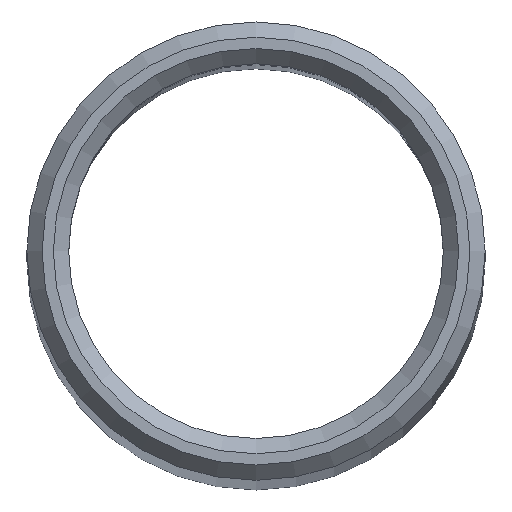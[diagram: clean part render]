
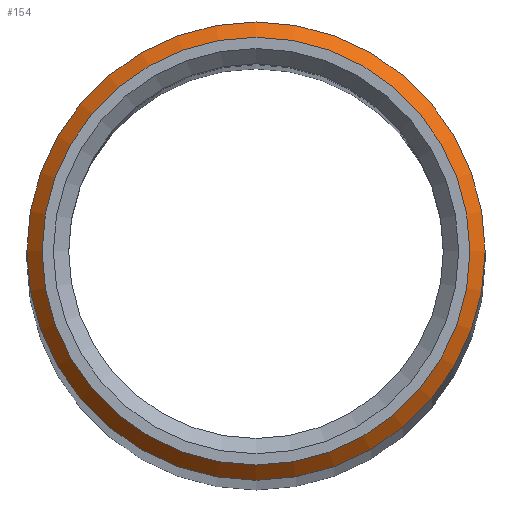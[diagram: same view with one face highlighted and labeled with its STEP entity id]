
A CAD part, top view. The second image highlights one B-rep face of the part: STEP entity #154.
In plain terms, the highlighted conical face has half-angle 45 degrees and reference radius 14.5 mm.
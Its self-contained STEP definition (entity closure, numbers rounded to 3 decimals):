
#30=FACE_OUTER_BOUND('',#41,.T.);
#41=EDGE_LOOP('',(#124,#125,#126,#127));
#55=LINE('',#273,#63);
#63=VECTOR('',#225,14.5);
#71=CIRCLE('',#183,15.);
#72=CIRCLE('',#185,14.);
#82=VERTEX_POINT('',#267);
#83=VERTEX_POINT('',#271);
#96=EDGE_CURVE('',#82,#82,#71,.T.);
#98=EDGE_CURVE('',#83,#83,#72,.T.);
#99=EDGE_CURVE('',#83,#82,#55,.T.);
#124=ORIENTED_EDGE('',*,*,#98,.T.);
#125=ORIENTED_EDGE('',*,*,#99,.T.);
#126=ORIENTED_EDGE('',*,*,#96,.T.);
#127=ORIENTED_EDGE('',*,*,#99,.F.);
#148=CONICAL_SURFACE('',#184,14.5,0.785);
#154=ADVANCED_FACE('',(#30),#148,.T.);
#183=AXIS2_PLACEMENT_3D('',#268,#218,#219);
#184=AXIS2_PLACEMENT_3D('',#270,#221,#222);
#185=AXIS2_PLACEMENT_3D('',#272,#223,#224);
#218=DIRECTION('center_axis',(0.,0.,1.));
#219=DIRECTION('ref_axis',(1.,0.,0.));
#221=DIRECTION('center_axis',(0.,0.,-1.));
#222=DIRECTION('ref_axis',(1.,0.,0.));
#223=DIRECTION('center_axis',(0.,0.,-1.));
#224=DIRECTION('ref_axis',(1.,0.,0.));
#225=DIRECTION('',(-0.707,0.,-0.707));
#267=CARTESIAN_POINT('',(-15.,0.,364.));
#268=CARTESIAN_POINT('Origin',(0.,0.,364.));
#270=CARTESIAN_POINT('Origin',(0.,0.,364.5));
#271=CARTESIAN_POINT('',(-14.,0.,365.));
#272=CARTESIAN_POINT('Origin',(0.,0.,365.));
#273=CARTESIAN_POINT('',(-14.5,0.,364.5));
